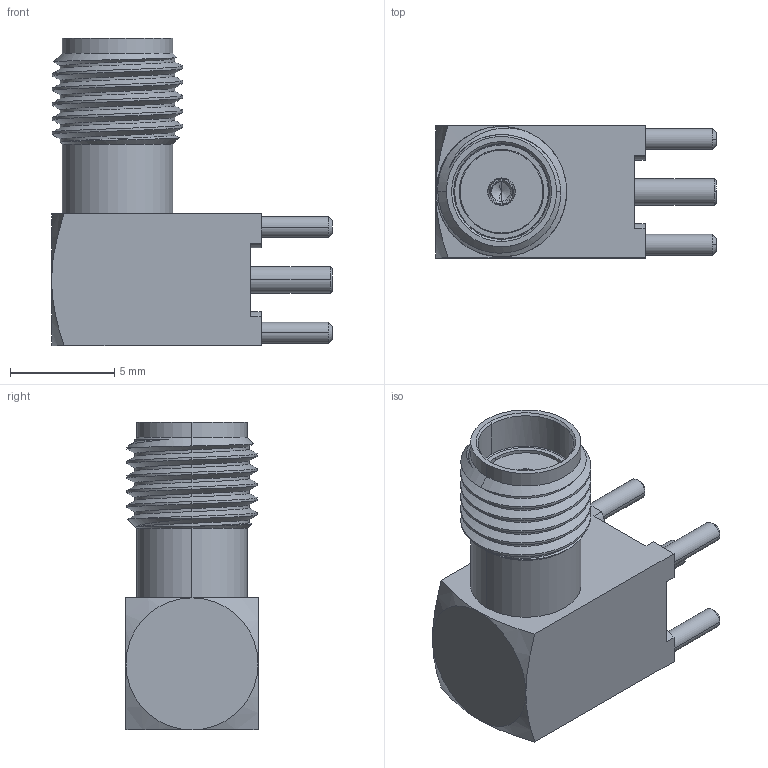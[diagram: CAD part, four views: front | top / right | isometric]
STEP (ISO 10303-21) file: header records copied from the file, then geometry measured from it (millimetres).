
FILE_DESCRIPTION (( 'STEP AP214' ), '1' );
FILE_NAME ('733910083.STEP', '2021-01-03T00:00:04', ( '' ), ( '' ), 'SwSTEP 2.0', 'SolidWorks 2019', '' );
FILE_SCHEMA (( 'AUTOMOTIVE_DESIGN' ));
Length unit declared in the file: millimetre
Products named in the file (1): 733910083
Bounding box: 13.5 x 6.35 x 14.8 mm (x, y, z)
Volume: 570.9 mm3; surface area: 750.8 mm2
Topology: 1 solids, 1 shells, 118 faces, 299 edges, 193 vertices
Faces by surface type: cylinder 58, plane 29, cone 27, bspline 2, torus 2
Entity records: 6963 total; most frequent: CARTESIAN_POINT 2846, ORIENTED_EDGE 594, DIRECTION 566, EDGE_CURVE 297, AXIS2_PLACEMENT_3D 228, VERTEX_POINT 193, EDGE_LOOP 130, UNCERTAINTY_MEASURE_WITH_UNIT 121
